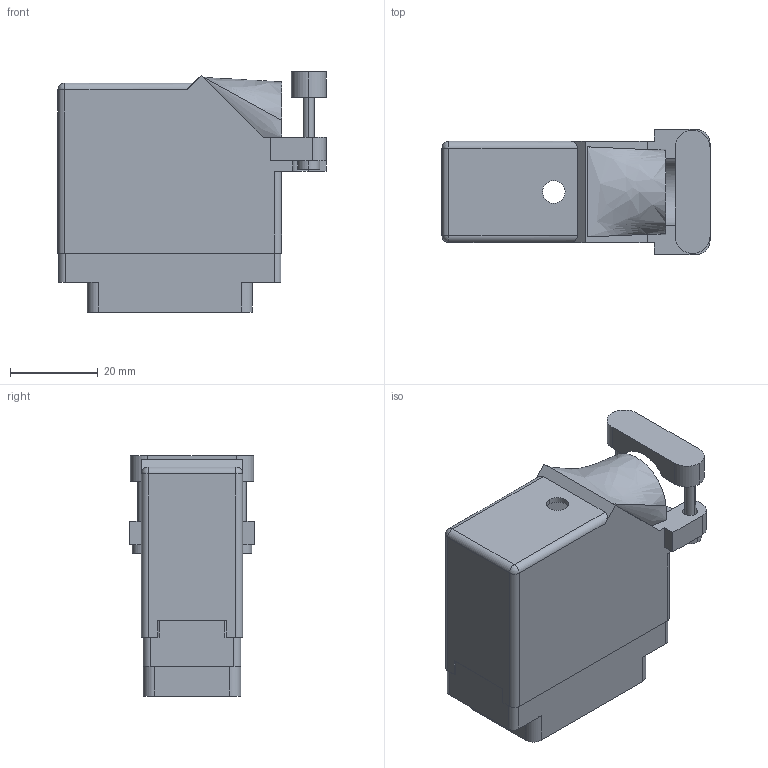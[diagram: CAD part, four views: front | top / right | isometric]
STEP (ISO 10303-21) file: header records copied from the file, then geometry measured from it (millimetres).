
FILE_DESCRIPTION (( 'STEP AP203' ), '1' );
FILE_NAME ('519-036-000-340.STEP', '2020-03-02T21:29:25', ( '' ), ( '' ), 'SwSTEP 2.0', 'SolidWorks 2016', '' );
FILE_SCHEMA (( 'CONFIG_CONTROL_DESIGN' ));
Length unit declared in the file: inch
Products named in the file (3): 516-230-001_Plastic - 038 Side Entry - Large Clamp; 519 Plug Insulator_036; 519-036-000-340
Assembly tree (2 placements, depth 2):
  519-036-000-340
    519 Plug Insulator_036
    516-230-001_Plastic - 038 Side Entry - Large Clamp
Bounding box: 61.21 x 28.57 x 54.89 mm (x, y, z)
Volume: 19941.9 mm3; surface area: 25734.2 mm2
Topology: 2 solids, 2 shells, 936 faces, 2725 edges, 1812 vertices
Faces by surface type: plane 660, cylinder 269, bspline 3, cone 2, sphere 2
Entity records: 31475 total; most frequent: CARTESIAN_POINT 5569, ORIENTED_EDGE 5446, DIRECTION 5276, EDGE_CURVE 2723, LINE 2038, VECTOR 2038, VERTEX_POINT 1812, AXIS2_PLACEMENT_3D 1619
